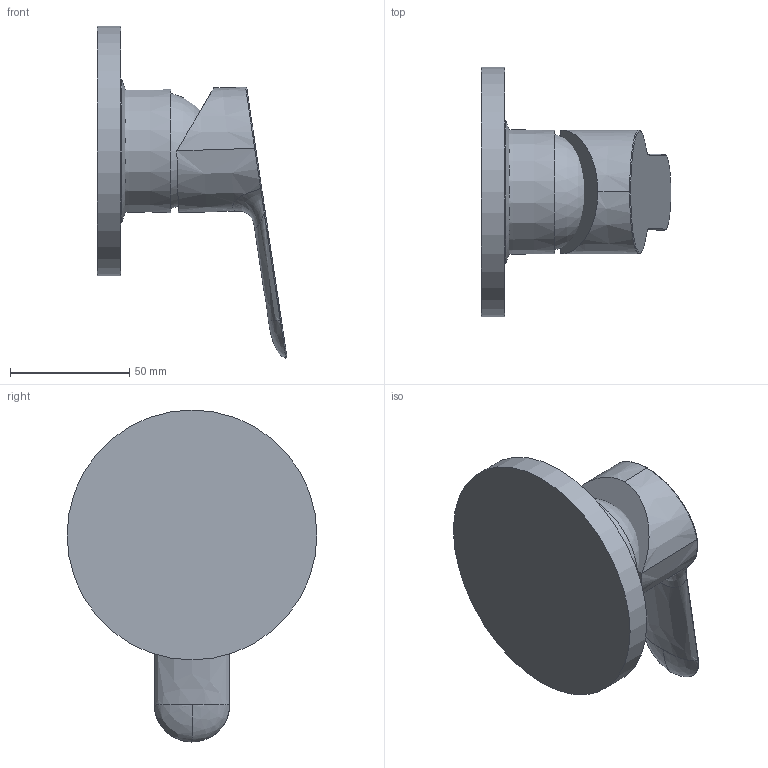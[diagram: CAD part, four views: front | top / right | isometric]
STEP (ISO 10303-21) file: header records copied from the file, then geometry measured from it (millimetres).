
FILE_DESCRIPTION(/* description */ ('Unknown'),/* implementation_level */ '2;1');
FILE_NAME(/* name */ '29040000',/* time_stamp */ '2022-09-07T17:45:13+02:00',/* author */ ('Unknown'),/* organization */ ('GROHE AG'),/* preprocessor_version */ 'ST-DEVELOPER v16.7',/* originating_system */ 'DEX',/* authorisation */ $);
FILE_SCHEMA (('AUTOMOTIVE_DESIGN {1 0 10303 214 3 1 1}'));
Length unit declared in the file: millimetre
Products named in the file (4): 29040000; id44; face1
Assembly tree (3 placements, depth 2):
  29040000
    29040000
    id44
    face1
Bounding box: 79.73 x 105 x 139.47 mm (x, y, z)
Volume: 86590.1 mm3; surface area: 42045.3 mm2
Topology: 1 solids, 4 shells, 35 faces, 81 edges, 49 vertices
Faces by surface type: bspline 20, plane 8, cylinder 4, cone 2, sphere 1
Full cylindrical faces by diameter (mm): 60 x1, 105 x1
Entity records: 3624 total; most frequent: CARTESIAN_POINT 2933, ORIENTED_EDGE 139, EDGE_CURVE 75, B_SPLINE_CURVE_WITH_KNOTS 62, DIRECTION 59, VERTEX_POINT 48, EDGE_LOOP 40, FACE_BOUND 40
